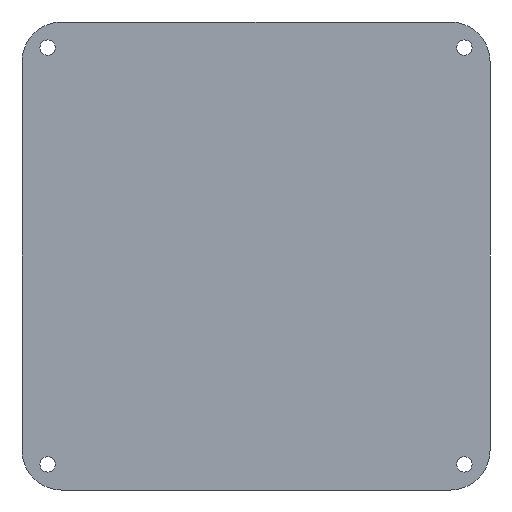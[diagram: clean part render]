
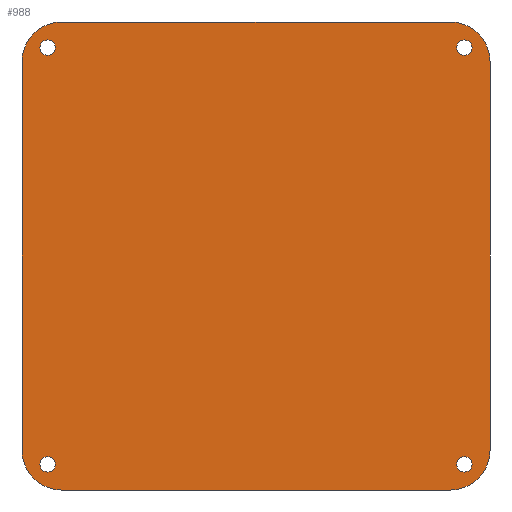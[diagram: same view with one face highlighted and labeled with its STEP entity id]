
A CAD part, front view. The second image highlights one B-rep face of the part: STEP entity #988.
In plain terms, the highlighted planar face has unit normal (0, -1, 0).
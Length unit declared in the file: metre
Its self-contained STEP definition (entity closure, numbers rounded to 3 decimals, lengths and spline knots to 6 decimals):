
#57=CIRCLE('',#1083,0.0012);
#58=CIRCLE('',#1084,0.0012);
#59=CIRCLE('',#1085,0.0012);
#60=CIRCLE('',#1086,0.0012);
#61=CIRCLE('',#1087,0.00613);
#62=CIRCLE('',#1088,0.00613);
#63=CIRCLE('',#1089,0.00613);
#64=CIRCLE('',#1090,0.00613);
#215=ORIENTED_EDGE('',*,*,#457,.T.);
#216=ORIENTED_EDGE('',*,*,#458,.T.);
#217=ORIENTED_EDGE('',*,*,#459,.T.);
#218=ORIENTED_EDGE('',*,*,#460,.T.);
#219=ORIENTED_EDGE('',*,*,#400,.F.);
#220=ORIENTED_EDGE('',*,*,#461,.T.);
#221=ORIENTED_EDGE('',*,*,#454,.T.);
#222=ORIENTED_EDGE('',*,*,#462,.T.);
#223=ORIENTED_EDGE('',*,*,#378,.T.);
#224=ORIENTED_EDGE('',*,*,#463,.T.);
#225=ORIENTED_EDGE('',*,*,#443,.F.);
#226=ORIENTED_EDGE('',*,*,#464,.T.);
#378=EDGE_CURVE('',#516,#515,#610,.T.);
#400=EDGE_CURVE('',#535,#536,#629,.T.);
#443=EDGE_CURVE('',#564,#565,#660,.T.);
#454=EDGE_CURVE('',#572,#573,#667,.T.);
#457=EDGE_CURVE('',#574,#574,#57,.T.);
#458=EDGE_CURVE('',#575,#575,#58,.T.);
#459=EDGE_CURVE('',#576,#576,#59,.T.);
#460=EDGE_CURVE('',#577,#577,#60,.T.);
#461=EDGE_CURVE('',#535,#572,#61,.F.);
#462=EDGE_CURVE('',#573,#516,#62,.F.);
#463=EDGE_CURVE('',#515,#565,#63,.F.);
#464=EDGE_CURVE('',#564,#536,#64,.F.);
#515=VERTEX_POINT('',#1481);
#516=VERTEX_POINT('',#1483);
#535=VERTEX_POINT('',#1527);
#536=VERTEX_POINT('',#1529);
#564=VERTEX_POINT('',#1609);
#565=VERTEX_POINT('',#1611);
#572=VERTEX_POINT('',#1631);
#573=VERTEX_POINT('',#1632);
#574=VERTEX_POINT('',#1637);
#575=VERTEX_POINT('',#1639);
#576=VERTEX_POINT('',#1641);
#577=VERTEX_POINT('',#1643);
#610=LINE('',#1482,#707);
#629=LINE('',#1528,#726);
#660=LINE('',#1610,#757);
#667=LINE('',#1630,#764);
#707=VECTOR('',#1175,1.);
#726=VECTOR('',#1208,1.);
#757=VECTOR('',#1283,1.);
#764=VECTOR('',#1302,1.);
#808=EDGE_LOOP('',(#215));
#809=EDGE_LOOP('',(#216));
#810=EDGE_LOOP('',(#217));
#811=EDGE_LOOP('',(#218));
#812=EDGE_LOOP('',(#219,#220,#221,#222,#223,#224,#225,#226));
#883=FACE_BOUND('',#808,.T.);
#884=FACE_BOUND('',#809,.T.);
#885=FACE_BOUND('',#810,.T.);
#886=FACE_BOUND('',#811,.T.);
#887=FACE_BOUND('',#812,.T.);
#951=PLANE('',#1082);
#988=ADVANCED_FACE('',(#883,#884,#885,#886,#887),#951,.F.);
#1082=AXIS2_PLACEMENT_3D('',#1635,#1305,#1306);
#1083=AXIS2_PLACEMENT_3D('',#1636,#1307,#1308);
#1084=AXIS2_PLACEMENT_3D('',#1638,#1309,#1310);
#1085=AXIS2_PLACEMENT_3D('',#1640,#1311,#1312);
#1086=AXIS2_PLACEMENT_3D('',#1642,#1313,#1314);
#1087=AXIS2_PLACEMENT_3D('',#1644,#1315,#1316);
#1088=AXIS2_PLACEMENT_3D('',#1645,#1317,#1318);
#1089=AXIS2_PLACEMENT_3D('',#1646,#1319,#1320);
#1090=AXIS2_PLACEMENT_3D('',#1647,#1321,#1322);
#1175=DIRECTION('',(-1.,0.,0.));
#1208=DIRECTION('',(-1.,0.,0.));
#1283=DIRECTION('',(0.,0.,1.));
#1302=DIRECTION('',(0.,0.,1.));
#1305=DIRECTION('',(0.,1.,0.));
#1306=DIRECTION('',(1.,0.,0.));
#1307=DIRECTION('',(0.,1.,0.));
#1308=DIRECTION('',(1.,0.,0.));
#1309=DIRECTION('',(0.,1.,0.));
#1310=DIRECTION('',(1.,0.,0.));
#1311=DIRECTION('',(0.,1.,0.));
#1312=DIRECTION('',(1.,0.,0.));
#1313=DIRECTION('',(0.,1.,0.));
#1314=DIRECTION('',(1.,0.,0.));
#1315=DIRECTION('',(0.,1.,0.));
#1316=DIRECTION('',(1.,0.,0.));
#1317=DIRECTION('',(0.,1.,0.));
#1318=DIRECTION('',(1.,0.,0.));
#1319=DIRECTION('',(0.,1.,0.));
#1320=DIRECTION('',(1.,0.,0.));
#1321=DIRECTION('',(0.,1.,0.));
#1322=DIRECTION('',(1.,0.,0.));
#1481=CARTESIAN_POINT('',(-0.03,0.,0.03613));
#1482=CARTESIAN_POINT('',(0.,0.,0.03613));
#1483=CARTESIAN_POINT('',(0.03,0.,0.03613));
#1527=CARTESIAN_POINT('',(0.03,0.,-0.03613));
#1528=CARTESIAN_POINT('',(0.,0.,-0.03613));
#1529=CARTESIAN_POINT('',(-0.03,0.,-0.03613));
#1609=CARTESIAN_POINT('',(-0.03613,0.,-0.03));
#1610=CARTESIAN_POINT('',(-0.03613,0.,0.));
#1611=CARTESIAN_POINT('',(-0.03613,0.,0.03));
#1630=CARTESIAN_POINT('',(0.03613,0.,0.));
#1631=CARTESIAN_POINT('',(0.03613,0.,-0.03));
#1632=CARTESIAN_POINT('',(0.03613,0.,0.03));
#1635=CARTESIAN_POINT('',(0.,0.,0.));
#1636=CARTESIAN_POINT('',(-0.032167,0.,0.032167));
#1637=CARTESIAN_POINT('',(-0.030967,0.,0.032167));
#1638=CARTESIAN_POINT('',(0.032167,0.,-0.032167));
#1639=CARTESIAN_POINT('',(0.033367,0.,-0.032167));
#1640=CARTESIAN_POINT('',(-0.032167,0.,-0.032167));
#1641=CARTESIAN_POINT('',(-0.030967,0.,-0.032167));
#1642=CARTESIAN_POINT('',(0.032167,0.,0.032167));
#1643=CARTESIAN_POINT('',(0.033367,0.,0.032167));
#1644=CARTESIAN_POINT('',(0.03,0.,-0.03));
#1645=CARTESIAN_POINT('',(0.03,0.,0.03));
#1646=CARTESIAN_POINT('',(-0.03,0.,0.03));
#1647=CARTESIAN_POINT('',(-0.03,0.,-0.03));
